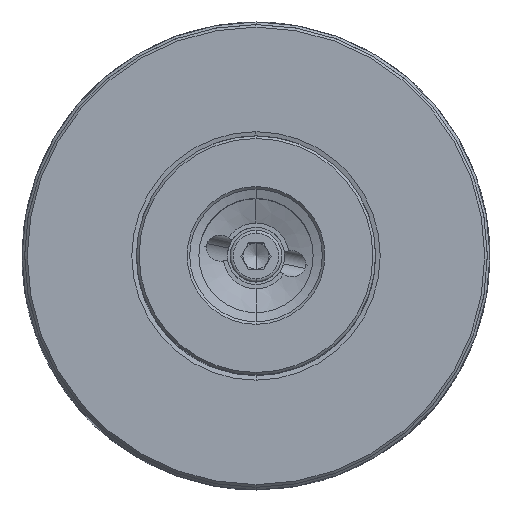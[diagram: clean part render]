
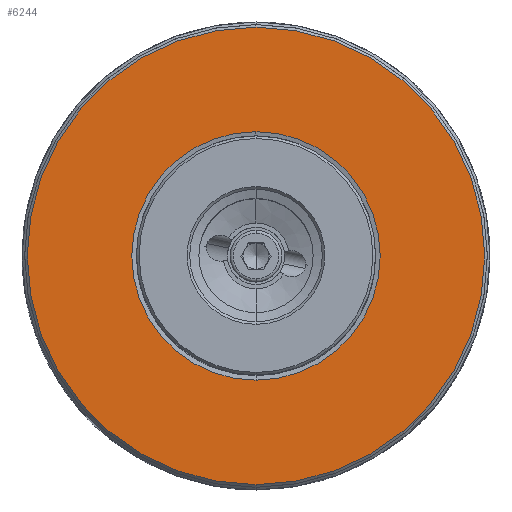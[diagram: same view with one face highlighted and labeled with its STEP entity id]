
A CAD part, top view. The second image highlights one B-rep face of the part: STEP entity #6244.
In plain terms, the highlighted planar face has unit normal (0, 0, 1).
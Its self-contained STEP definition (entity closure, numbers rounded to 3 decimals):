
#5818=VERTEX_POINT('NONE',#14147);
#6216=EDGE_CURVE('NONE',#9754,#5818,#14579,.F.);
#6244=ADVANCED_FACE('NONE',(#14607,#14608),#14609,.T.);
#6826=EDGE_CURVE('NONE',#5818,#9754,#15260,.T.);
#7598=EDGE_CURVE('NONE',#11262,#11178,#16104,.T.);
#9754=VERTEX_POINT('NONE',#18463);
#11098=EDGE_CURVE('NONE',#11178,#11262,#19958,.T.);
#11178=VERTEX_POINT('NONE',#20043);
#11262=VERTEX_POINT('NONE',#20136);
#14147=CARTESIAN_POINT('',(0.,23.899,0.));
#14579=CIRCLE('',#28231,23.899);
#14607=FACE_OUTER_BOUND('',#28309,.T.);
#14608=FACE_BOUND('',#28310,.T.);
#14609=PLANE('',#28311);
#15260=CIRCLE('',#30316,23.899);
#16104=CIRCLE('',#33206,44.0);
#18463=CARTESIAN_POINT('',(0.,-23.899,0.));
#19958=CIRCLE('',#45053,44.0);
#20043=CARTESIAN_POINT('',(0.,44.0,0.));
#20136=CARTESIAN_POINT('',(0.,-44.0,0.0));
#28231=AXIS2_PLACEMENT_3D('',#51119,#51120,#51121);
#28309=EDGE_LOOP('',(#51126,#51127));
#28310=EDGE_LOOP('',(#51128,#51129));
#28311=AXIS2_PLACEMENT_3D('',#51130,#51131,#51132);
#30316=AXIS2_PLACEMENT_3D('',#51854,#51855,#51856);
#33206=AXIS2_PLACEMENT_3D('',#52636,#52637,#52638);
#45053=AXIS2_PLACEMENT_3D('',#56674,#56675,#56676);
#51119=CARTESIAN_POINT('',(0.,0.,0.));
#51120=DIRECTION('',(0.,0.,1.0));
#51121=DIRECTION('',(0.,1.0,0.));
#51126=ORIENTED_EDGE('',*,*,#7598,.F.);
#51127=ORIENTED_EDGE('',*,*,#11098,.F.);
#51128=ORIENTED_EDGE('',*,*,#6826,.T.);
#51129=ORIENTED_EDGE('',*,*,#6216,.T.);
#51130=CARTESIAN_POINT('',(-44.0,0.,0.));
#51131=DIRECTION('',(0.,0.,1.0));
#51132=DIRECTION('',(0.0,-1.0,0.));
#51854=CARTESIAN_POINT('',(0.,0.,0.));
#51855=DIRECTION('',(0.,0.,-1.0));
#51856=DIRECTION('',(0.,1.0,0.));
#52636=CARTESIAN_POINT('',(0.,0.,0.));
#52637=DIRECTION('',(0.,0.,-1.0));
#52638=DIRECTION('',(0.,-1.0,0.));
#56674=CARTESIAN_POINT('',(0.,0.,0.));
#56675=DIRECTION('',(0.,0.,-1.0));
#56676=DIRECTION('',(0.,-1.0,0.));
